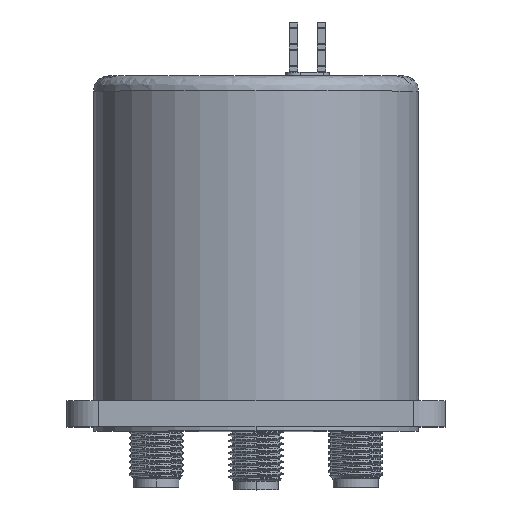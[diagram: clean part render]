
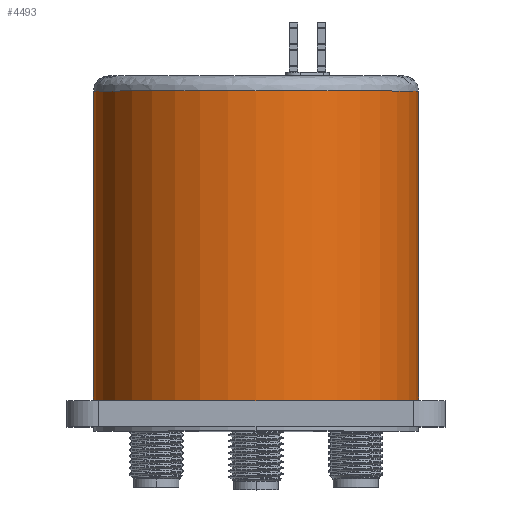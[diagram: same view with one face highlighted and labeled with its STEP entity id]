
A CAD part, top view. The second image highlights one B-rep face of the part: STEP entity #4493.
In plain terms, the highlighted cylindrical face has radius 19.05 mm (diameter 38.1 mm), a partial arc.
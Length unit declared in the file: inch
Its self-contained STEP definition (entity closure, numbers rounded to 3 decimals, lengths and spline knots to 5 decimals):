
#179 = CIRCLE ( 'NONE', #5915, 0.75 ) ;
#1906 = VECTOR ( 'NONE', #22771, 39.37008 ) ;
#2286 = DIRECTION ( 'NONE',  ( 0., -1., 0. ) ) ;
#4188 = CARTESIAN_POINT ( 'NONE',  ( 0., 2.21, 0.75 ) ) ;
#4328 = EDGE_CURVE ( 'NONE', #26744, #23978, #8053, .T. ) ;
#4357 = DIRECTION ( 'NONE',  ( 0., 0., -1. ) ) ;
#4493 = ADVANCED_FACE ( 'NONE', ( #25507 ), #6658, .T. ) ;
#4668 = LINE ( 'NONE', #15403, #27052 ) ;
#5422 = AXIS2_PLACEMENT_3D ( 'NONE', #25638, #15059, #21380 ) ;
#5915 = AXIS2_PLACEMENT_3D ( 'NONE', #25400, #2286, #4357 ) ;
#6658 = CYLINDRICAL_SURFACE ( 'NONE', #5422, 0.75 ) ;
#6882 = EDGE_CURVE ( 'NONE', #26744, #19340, #179, .T. ) ;
#7380 = CARTESIAN_POINT ( 'NONE',  ( 0., 0.78, -0.75 ) ) ;
#7537 = CIRCLE ( 'NONE', #22911, 0.75 ) ;
#8053 = LINE ( 'NONE', #16449, #1906 ) ;
#8128 = DIRECTION ( 'NONE',  ( 0., 1., 0. ) ) ;
#9255 = VERTEX_POINT ( 'NONE', #7380 ) ;
#10341 = CARTESIAN_POINT ( 'NONE',  ( 0., 0.78, 0. ) ) ;
#10470 = CARTESIAN_POINT ( 'NONE',  ( 0., 2.21, -0.75 ) ) ;
#12004 = DIRECTION ( 'NONE',  ( 0., 0., -1. ) ) ;
#15059 = DIRECTION ( 'NONE',  ( 0., -1., 0. ) ) ;
#15403 = CARTESIAN_POINT ( 'NONE',  ( 0., 2.28, -0.75 ) ) ;
#15747 = CARTESIAN_POINT ( 'NONE',  ( 0., 0.78, 0.75 ) ) ;
#16449 = CARTESIAN_POINT ( 'NONE',  ( 0., 2.28, 0.75 ) ) ;
#16822 = ORIENTED_EDGE ( 'NONE', *, *, #20515, .T. ) ;
#17674 = ORIENTED_EDGE ( 'NONE', *, *, #18651, .T. ) ;
#18115 = EDGE_LOOP ( 'NONE', ( #26902, #22725, #16822, #17674 ) ) ;
#18651 = EDGE_CURVE ( 'NONE', #9255, #23978, #7537, .T. ) ;
#19340 = VERTEX_POINT ( 'NONE', #10470 ) ;
#20515 = EDGE_CURVE ( 'NONE', #19340, #9255, #4668, .T. ) ;
#21380 = DIRECTION ( 'NONE',  ( 0., 0., -1. ) ) ;
#22725 = ORIENTED_EDGE ( 'NONE', *, *, #6882, .T. ) ;
#22771 = DIRECTION ( 'NONE',  ( 0., -1., 0. ) ) ;
#22911 = AXIS2_PLACEMENT_3D ( 'NONE', #10341, #8128, #12004 ) ;
#23978 = VERTEX_POINT ( 'NONE', #15747 ) ;
#25400 = CARTESIAN_POINT ( 'NONE',  ( 0., 2.21, 0. ) ) ;
#25507 = FACE_OUTER_BOUND ( 'NONE', #18115, .T. ) ;
#25638 = CARTESIAN_POINT ( 'NONE',  ( 0., 2.28, 0. ) ) ;
#25980 = DIRECTION ( 'NONE',  ( 0., -1., 0. ) ) ;
#26744 = VERTEX_POINT ( 'NONE', #4188 ) ;
#26902 = ORIENTED_EDGE ( 'NONE', *, *, #4328, .F. ) ;
#27052 = VECTOR ( 'NONE', #25980, 39.37008 ) ;
